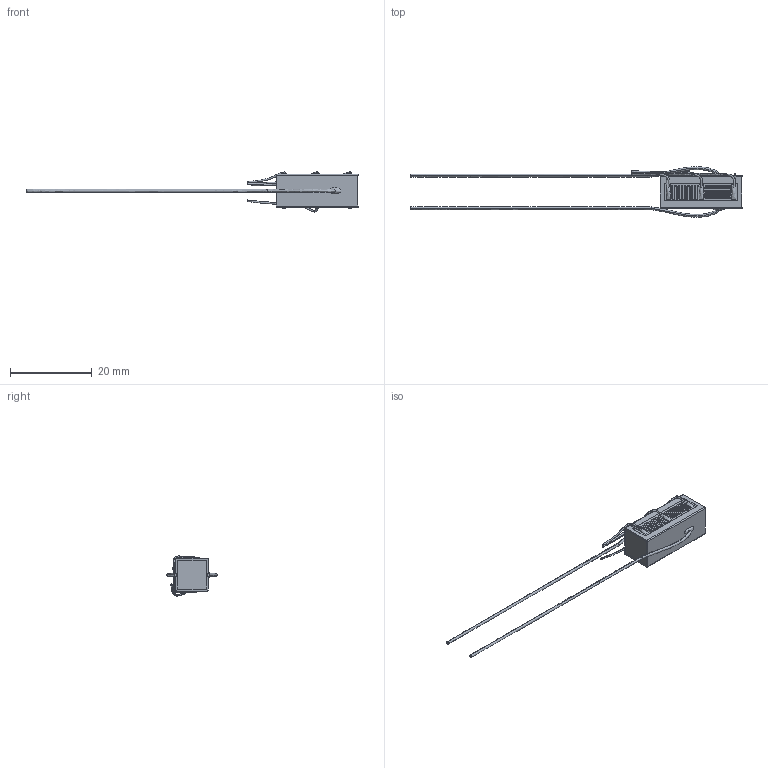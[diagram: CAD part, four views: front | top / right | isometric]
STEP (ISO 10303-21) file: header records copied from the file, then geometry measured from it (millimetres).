
FILE_DESCRIPTION (( 'STEP AP214' ), '1' );
FILE_NAME ('CTN016728-E0W.STEP', '2021-03-05T06:10:01', ( '' ), ( '' ), 'SwSTEP 2.0', 'SolidWorks 2018', '' );
FILE_SCHEMA (( 'AUTOMOTIVE_DESIGN' ));
Length unit declared in the file: inch
Products named in the file (1): CTN016728-E0W
Bounding box: 81.2 x 12.37 x 9.8 mm (x, y, z)
Volume: 1364.8 mm3; surface area: 2679.1 mm2
Topology: 11 solids, 11 shells, 140 faces, 523 edges, 410 vertices
Faces by surface type: plane 72, bspline 44, cylinder 16, torus 8
Entity records: 11511 total; most frequent: CARTESIAN_POINT 5164, ORIENTED_EDGE 1030, DIRECTION 790, EDGE_CURVE 515, VERTEX_POINT 410, AXIS2_PLACEMENT_3D 269, LINE 252, VECTOR 252
